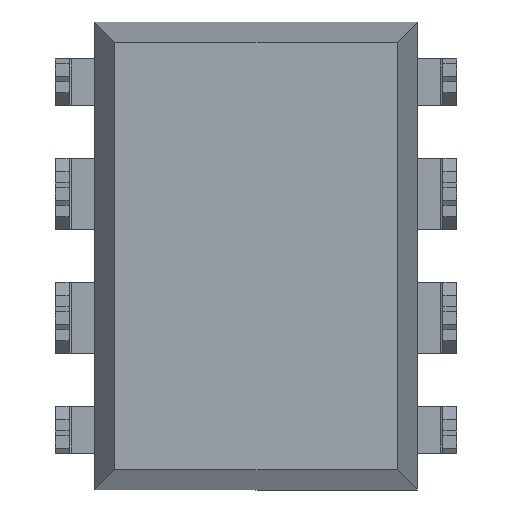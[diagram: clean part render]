
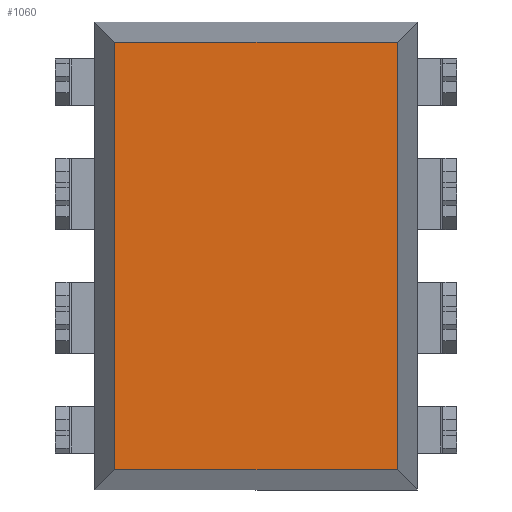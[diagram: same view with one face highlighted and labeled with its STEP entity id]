
A CAD part, front view. The second image highlights one B-rep face of the part: STEP entity #1060.
In plain terms, the highlighted planar face has unit normal (0, -1, 0).
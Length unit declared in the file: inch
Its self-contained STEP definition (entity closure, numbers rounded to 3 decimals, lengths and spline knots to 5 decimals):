
#293 = LINE ( 'NONE', #3317, #1920 ) ;
#502 = CARTESIAN_POINT ( 'NONE',  ( -0.11378, 0.015, 0.17253 ) ) ;
#786 = LINE ( 'NONE', #3205, #793 ) ;
#793 = VECTOR ( 'NONE', #1673, 39.37008 ) ;
#861 = DIRECTION ( 'NONE',  ( 0., -1., 0. ) ) ;
#1022 = VERTEX_POINT ( 'NONE', #1941 ) ;
#1060 = ADVANCED_FACE ( 'NONE', ( #3445 ), #2192, .T. ) ;
#1096 = CARTESIAN_POINT ( 'NONE',  ( 0., 0.015, 0. ) ) ;
#1175 = CARTESIAN_POINT ( 'NONE',  ( 0.11378, 0.015, 0.17253 ) ) ;
#1344 = CARTESIAN_POINT ( 'NONE',  ( -0.11378, 0.015, 0.18875 ) ) ;
#1473 = DIRECTION ( 'NONE',  ( 0., 0., -1. ) ) ;
#1511 = EDGE_CURVE ( 'NONE', #1022, #2254, #293, .T. ) ;
#1673 = DIRECTION ( 'NONE',  ( 1., 0., 0. ) ) ;
#1920 = VECTOR ( 'NONE', #4203, 39.37008 ) ;
#1941 = CARTESIAN_POINT ( 'NONE',  ( 0.11378, 0.015, -0.17253 ) ) ;
#1976 = DIRECTION ( 'NONE',  ( -1., 0., 0. ) ) ;
#1984 = VERTEX_POINT ( 'NONE', #502 ) ;
#2083 = DIRECTION ( 'NONE',  ( 0., 0., -1. ) ) ;
#2192 = PLANE ( 'NONE',  #3589 ) ;
#2254 = VERTEX_POINT ( 'NONE', #1175 ) ;
#2311 = ORIENTED_EDGE ( 'NONE', *, *, #4232, .T. ) ;
#2329 = EDGE_CURVE ( 'NONE', #4804, #1022, #786, .T. ) ;
#3205 = CARTESIAN_POINT ( 'NONE',  ( -0.13, 0.015, -0.17253 ) ) ;
#3317 = CARTESIAN_POINT ( 'NONE',  ( 0.11378, 0.015, -0.18875 ) ) ;
#3409 = CARTESIAN_POINT ( 'NONE',  ( 0.13, 0.015, 0.17253 ) ) ;
#3445 = FACE_OUTER_BOUND ( 'NONE', #3643, .T. ) ;
#3589 = AXIS2_PLACEMENT_3D ( 'NONE', #1096, #861, #1473 ) ;
#3643 = EDGE_LOOP ( 'NONE', ( #3957, #4187, #2311, #4194 ) ) ;
#3957 = ORIENTED_EDGE ( 'NONE', *, *, #2329, .T. ) ;
#4187 = ORIENTED_EDGE ( 'NONE', *, *, #1511, .T. ) ;
#4194 = ORIENTED_EDGE ( 'NONE', *, *, #4712, .T. ) ;
#4203 = DIRECTION ( 'NONE',  ( 0., 0., 1. ) ) ;
#4215 = CARTESIAN_POINT ( 'NONE',  ( -0.11378, 0.015, -0.17253 ) ) ;
#4232 = EDGE_CURVE ( 'NONE', #2254, #1984, #4520, .T. ) ;
#4520 = LINE ( 'NONE', #3409, #4534 ) ;
#4534 = VECTOR ( 'NONE', #1976, 39.37008 ) ;
#4623 = LINE ( 'NONE', #1344, #4643 ) ;
#4643 = VECTOR ( 'NONE', #2083, 39.37008 ) ;
#4712 = EDGE_CURVE ( 'NONE', #1984, #4804, #4623, .T. ) ;
#4804 = VERTEX_POINT ( 'NONE', #4215 ) ;
